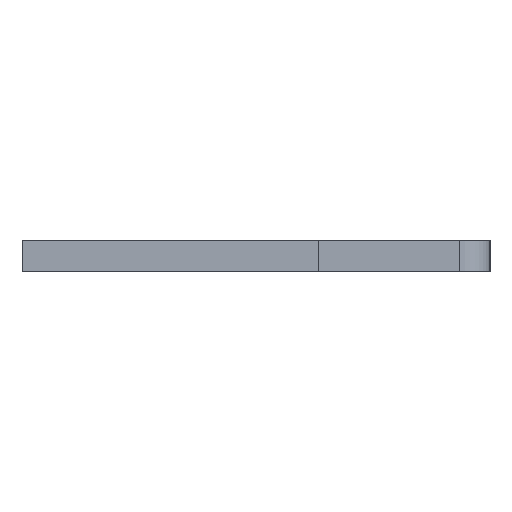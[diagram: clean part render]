
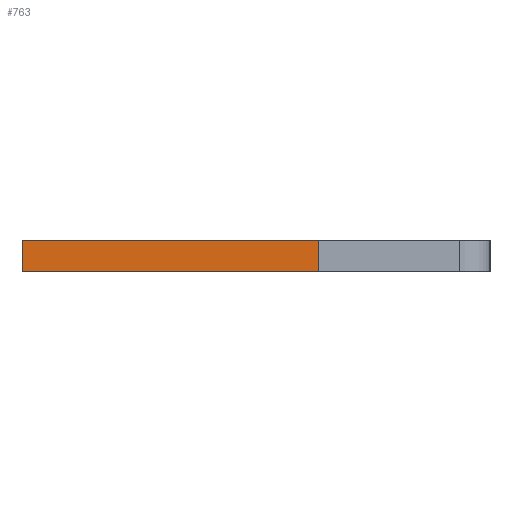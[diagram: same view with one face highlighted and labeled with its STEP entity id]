
A CAD part, left-side view. The second image highlights one B-rep face of the part: STEP entity #763.
In plain terms, the highlighted face is planar.
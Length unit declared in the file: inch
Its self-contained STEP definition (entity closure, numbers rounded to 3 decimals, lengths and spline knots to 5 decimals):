
#11 = VECTOR ( 'NONE', #230, 39.37008 ) ;
#25 = CARTESIAN_POINT ( 'NONE',  ( 0.01, 0.15, -0.04 ) ) ;
#81 = VERTEX_POINT ( 'NONE', #2493 ) ;
#101 = LINE ( 'NONE', #2166, #1362 ) ;
#119 = VERTEX_POINT ( 'NONE', #1127 ) ;
#181 = LINE ( 'NONE', #2640, #251 ) ;
#230 = DIRECTION ( 'NONE',  ( -1., 0., 0. ) ) ;
#243 = DIRECTION ( 'NONE',  ( 0., 1., 0. ) ) ;
#251 = VECTOR ( 'NONE', #1345, 39.37008 ) ;
#253 = ORIENTED_EDGE ( 'NONE', *, *, #358, .T. ) ;
#282 = PLANE ( 'NONE',  #1840 ) ;
#353 = VERTEX_POINT ( 'NONE', #2612 ) ;
#358 = EDGE_CURVE ( 'NONE', #735, #81, #101, .T. ) ;
#553 = EDGE_CURVE ( 'NONE', #353, #81, #1410, .T. ) ;
#735 = VERTEX_POINT ( 'NONE', #1772 ) ;
#751 = FACE_OUTER_BOUND ( 'NONE', #1946, .T. ) ;
#763 = ADVANCED_FACE ( 'NONE', ( #751 ), #282, .F. ) ;
#804 = EDGE_CURVE ( 'NONE', #119, #735, #181, .T. ) ;
#930 = CARTESIAN_POINT ( 'NONE',  ( 0.01, 0.15, -0.04 ) ) ;
#945 = EDGE_CURVE ( 'NONE', #119, #353, #2403, .T. ) ;
#1069 = ORIENTED_EDGE ( 'NONE', *, *, #804, .T. ) ;
#1127 = CARTESIAN_POINT ( 'NONE',  ( 0.01, -0.04, -0.04 ) ) ;
#1345 = DIRECTION ( 'NONE',  ( -1., 0., 0. ) ) ;
#1362 = VECTOR ( 'NONE', #243, 39.37008 ) ;
#1410 = LINE ( 'NONE', #25, #11 ) ;
#1560 = DIRECTION ( 'NONE',  ( 0., 1., 0. ) ) ;
#1586 = DIRECTION ( 'NONE',  ( 0., 0., 1. ) ) ;
#1772 = CARTESIAN_POINT ( 'NONE',  ( -0.01, -0.04, -0.04 ) ) ;
#1807 = DIRECTION ( 'NONE',  ( 1., 0., 0. ) ) ;
#1840 = AXIS2_PLACEMENT_3D ( 'NONE', #2445, #1586, #1807 ) ;
#1946 = EDGE_LOOP ( 'NONE', ( #253, #2048, #2714, #1069 ) ) ;
#2048 = ORIENTED_EDGE ( 'NONE', *, *, #553, .F. ) ;
#2166 = CARTESIAN_POINT ( 'NONE',  ( -0.01, 0.15, -0.04 ) ) ;
#2403 = LINE ( 'NONE', #930, #2545 ) ;
#2445 = CARTESIAN_POINT ( 'NONE',  ( 0.01, 0.15, -0.04 ) ) ;
#2493 = CARTESIAN_POINT ( 'NONE',  ( -0.01, 0.15, -0.04 ) ) ;
#2545 = VECTOR ( 'NONE', #1560, 39.37008 ) ;
#2612 = CARTESIAN_POINT ( 'NONE',  ( 0.01, 0.15, -0.04 ) ) ;
#2640 = CARTESIAN_POINT ( 'NONE',  ( 0.01, -0.04, -0.04 ) ) ;
#2714 = ORIENTED_EDGE ( 'NONE', *, *, #945, .F. ) ;
